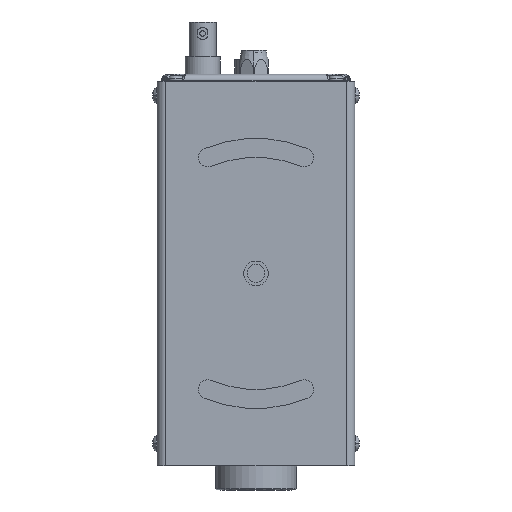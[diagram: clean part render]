
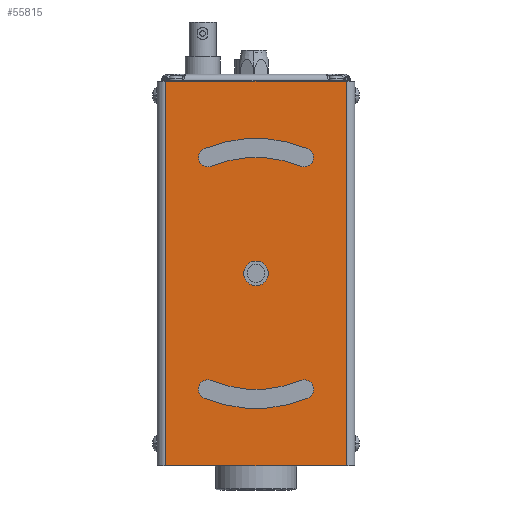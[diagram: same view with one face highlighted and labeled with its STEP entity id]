
A CAD part, front view. The second image highlights one B-rep face of the part: STEP entity #55815.
In plain terms, the highlighted planar face has unit normal (0, -1, 0).
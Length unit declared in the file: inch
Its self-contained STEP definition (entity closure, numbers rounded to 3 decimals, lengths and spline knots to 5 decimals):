
#52824=DIRECTION('',(0.,0.,-1.));
#52825=VECTOR('',#52824,5.36);
#52826=CARTESIAN_POINT('',(1.2575,0.,0.));
#52827=LINE('',#52826,#52825);
#52842=DIRECTION('',(1.,0.,0.));
#52843=VECTOR('',#52842,2.515);
#52844=CARTESIAN_POINT('',(-1.2575,0.,0.));
#52845=LINE('',#52844,#52843);
#52854=DIRECTION('',(0.,0.,-1.));
#52855=VECTOR('',#52854,5.36);
#52856=CARTESIAN_POINT('',(-1.2575,0.,0.));
#52857=LINE('',#52856,#52855);
#52858=CARTESIAN_POINT('',(0.,0.,-2.68));
#52859=DIRECTION('',(0.,-1.,0.));
#52860=DIRECTION('',(1.,0.,0.));
#52861=AXIS2_PLACEMENT_3D('',#52858,#52859,#52860);
#52863=CARTESIAN_POINT('',(0.,0.,-2.68));
#52864=DIRECTION('',(0.,-1.,0.));
#52865=DIRECTION('',(-1.,0.,0.));
#52866=AXIS2_PLACEMENT_3D('',#52863,#52864,#52865);
#52868=CARTESIAN_POINT('',(-0.6697,0.,-4.29679));
#52869=DIRECTION('',(0.,-1.,0.));
#52870=DIRECTION('',(0.383,0.,0.924));
#52871=AXIS2_PLACEMENT_3D('',#52868,#52869,#52870);
#52873=CARTESIAN_POINT('',(0.,0.,-2.68));
#52874=DIRECTION('',(0.,-1.,0.));
#52875=DIRECTION('',(-0.383,0.,-0.924));
#52876=AXIS2_PLACEMENT_3D('',#52873,#52874,#52875);
#52878=CARTESIAN_POINT('',(0.6697,0.,-4.29679));
#52879=DIRECTION('',(0.,-1.,0.));
#52880=DIRECTION('',(0.383,0.,-0.924));
#52881=AXIS2_PLACEMENT_3D('',#52878,#52879,#52880);
#52883=CARTESIAN_POINT('',(0.,0.,-2.68));
#52884=DIRECTION('',(0.,-1.,0.));
#52885=DIRECTION('',(-0.383,0.,-0.924));
#52886=AXIS2_PLACEMENT_3D('',#52883,#52884,#52885);
#52888=CARTESIAN_POINT('',(0.,0.,-2.68));
#52889=DIRECTION('',(0.,-1.,0.));
#52890=DIRECTION('',(0.383,0.,0.924));
#52891=AXIS2_PLACEMENT_3D('',#52888,#52889,#52890);
#52893=CARTESIAN_POINT('',(-0.6697,0.,-1.06321));
#52894=DIRECTION('',(0.,-1.,0.));
#52895=DIRECTION('',(-0.383,0.,0.924));
#52896=AXIS2_PLACEMENT_3D('',#52893,#52894,#52895);
#52898=CARTESIAN_POINT('',(0.,0.,-2.68));
#52899=DIRECTION('',(0.,-1.,0.));
#52900=DIRECTION('',(0.383,0.,0.924));
#52901=AXIS2_PLACEMENT_3D('',#52898,#52899,#52900);
#52903=CARTESIAN_POINT('',(0.6697,0.,-1.06321));
#52904=DIRECTION('',(0.,-1.,0.));
#52905=DIRECTION('',(-0.383,0.,-0.924));
#52906=AXIS2_PLACEMENT_3D('',#52903,#52904,#52905);
#52908=DIRECTION('',(1.,0.,0.));
#52909=VECTOR('',#52908,2.515);
#52910=CARTESIAN_POINT('',(-1.2575,0.,-5.36));
#52911=LINE('',#52910,#52909);
#54439=CARTESIAN_POINT('',(-1.2575,0.,0.));
#54441=VERTEX_POINT('',#54439);
#54442=CARTESIAN_POINT('',(1.2575,0.,0.));
#54443=VERTEX_POINT('',#54442);
#54447=CARTESIAN_POINT('',(-1.2575,0.,-5.36));
#54449=VERTEX_POINT('',#54447);
#54450=CARTESIAN_POINT('',(1.2575,0.,-5.36));
#54451=VERTEX_POINT('',#54450);
#54562=CARTESIAN_POINT('',(0.172,0.,-2.68));
#54563=CARTESIAN_POINT('',(-0.172,0.,-2.68));
#54564=VERTEX_POINT('',#54562);
#54565=VERTEX_POINT('',#54563);
#54570=CARTESIAN_POINT('',(-0.6188,0.,-4.17391));
#54571=CARTESIAN_POINT('',(-0.72059,0.,-4.41967));
#54572=VERTEX_POINT('',#54570);
#54573=VERTEX_POINT('',#54571);
#54574=CARTESIAN_POINT('',(0.6188,0.,-4.17391));
#54575=VERTEX_POINT('',#54574);
#54576=CARTESIAN_POINT('',(0.72059,0.,-4.41967));
#54577=VERTEX_POINT('',#54576);
#54578=CARTESIAN_POINT('',(0.72059,0.,-0.94033));
#54579=CARTESIAN_POINT('',(-0.72059,0.,-0.94033));
#54580=VERTEX_POINT('',#54578);
#54581=VERTEX_POINT('',#54579);
#54582=CARTESIAN_POINT('',(0.6188,0.,-1.18609));
#54583=VERTEX_POINT('',#54582);
#54584=CARTESIAN_POINT('',(-0.6188,0.,-1.18609));
#54585=VERTEX_POINT('',#54584);
#55776=CARTESIAN_POINT('',(-1.2575,0.,0.));
#55777=DIRECTION('',(0.,-1.,0.));
#55778=DIRECTION('',(1.,0.,0.));
#55779=AXIS2_PLACEMENT_3D('',#55776,#55777,#55778);
#55780=PLANE('',#55779);
#55781=ORIENTED_EDGE('',*,*,#55766,.T.);
#55782=ORIENTED_EDGE('',*,*,#55742,.T.);
#55784=ORIENTED_EDGE('',*,*,#55783,.F.);
#55786=ORIENTED_EDGE('',*,*,#55785,.F.);
#55787=EDGE_LOOP('',(#55781,#55782,#55784,#55786));
#55788=FACE_OUTER_BOUND('',#55787,.F.);
#55790=ORIENTED_EDGE('',*,*,#55789,.T.);
#55792=ORIENTED_EDGE('',*,*,#55791,.T.);
#55793=EDGE_LOOP('',(#55790,#55792));
#55794=FACE_BOUND('',#55793,.F.);
#55796=ORIENTED_EDGE('',*,*,#55795,.T.);
#55798=ORIENTED_EDGE('',*,*,#55797,.T.);
#55800=ORIENTED_EDGE('',*,*,#55799,.T.);
#55802=ORIENTED_EDGE('',*,*,#55801,.F.);
#55803=EDGE_LOOP('',(#55796,#55798,#55800,#55802));
#55804=FACE_BOUND('',#55803,.F.);
#55806=ORIENTED_EDGE('',*,*,#55805,.T.);
#55808=ORIENTED_EDGE('',*,*,#55807,.T.);
#55810=ORIENTED_EDGE('',*,*,#55809,.F.);
#55812=ORIENTED_EDGE('',*,*,#55811,.T.);
#55813=EDGE_LOOP('',(#55806,#55808,#55810,#55812));
#55814=FACE_BOUND('',#55813,.F.);
#55815=ADVANCED_FACE('',(#55788,#55794,#55804,#55814),#55780,.T.);
#52862=CIRCLE('',#52861,0.172);
#52867=CIRCLE('',#52866,0.172);
#52872=CIRCLE('',#52871,0.133);
#52877=CIRCLE('',#52876,1.883);
#52882=CIRCLE('',#52881,0.133);
#52887=CIRCLE('',#52886,1.617);
#52892=CIRCLE('',#52891,1.883);
#52897=CIRCLE('',#52896,0.133);
#52902=CIRCLE('',#52901,1.617);
#52907=CIRCLE('',#52906,0.133);
#55742=EDGE_CURVE('',#54443,#54451,#52827,.T.);
#55766=EDGE_CURVE('',#54441,#54443,#52845,.T.);
#55783=EDGE_CURVE('',#54449,#54451,#52911,.T.);
#55785=EDGE_CURVE('',#54441,#54449,#52857,.T.);
#55789=EDGE_CURVE('',#54564,#54565,#52862,.T.);
#55791=EDGE_CURVE('',#54565,#54564,#52867,.T.);
#55795=EDGE_CURVE('',#54572,#54573,#52872,.T.);
#55797=EDGE_CURVE('',#54573,#54577,#52877,.T.);
#55799=EDGE_CURVE('',#54577,#54575,#52882,.T.);
#55801=EDGE_CURVE('',#54572,#54575,#52887,.T.);
#55805=EDGE_CURVE('',#54580,#54581,#52892,.T.);
#55807=EDGE_CURVE('',#54581,#54585,#52897,.T.);
#55809=EDGE_CURVE('',#54583,#54585,#52902,.T.);
#55811=EDGE_CURVE('',#54583,#54580,#52907,.T.);
